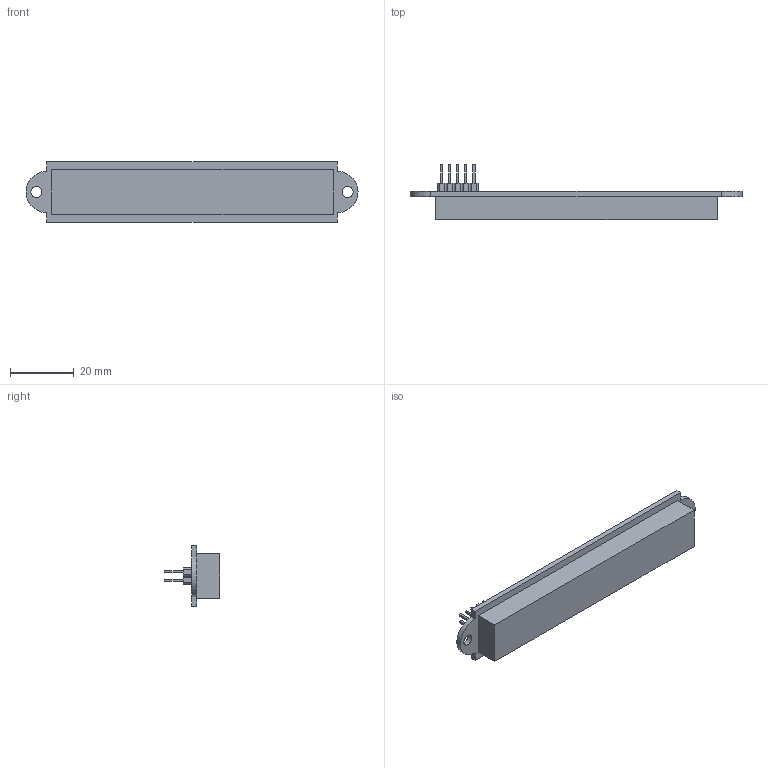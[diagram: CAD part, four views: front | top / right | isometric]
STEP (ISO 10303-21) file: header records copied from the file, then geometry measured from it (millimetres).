
FILE_DESCRIPTION(/* description */ (''),/* implementation_level */ '2;1');
FILE_NAME(/* name */ 'PropWashSim LED 7 Segment 12 digit v1.step',/* time_stamp */ '2023-04-03T22:02:36-06:00',/* author */ (''),/* organization */ (''),/* preprocessor_version */ 'ST-DEVELOPER v19.2',/* originating_system */ 'Autodesk Translation Framework v11.17.0.187',/* authorisation */ '');
FILE_SCHEMA (('AUTOMOTIVE_DESIGN { 1 0 10303 214 3 1 1 }'));
Length unit declared in the file: millimetre
Products named in the file (2): PropWashSim LED 7 Segment 12 digit; Header 10 pins
Assembly tree (1 placements, depth 2):
  PropWashSim LED 7 Segment 12 digit
    Header 10 pins
Bounding box: 104.5 x 17.39 x 19 mm (x, y, z)
Volume: 12223 mm3; surface area: 6182.7 mm2
Topology: 11 solids, 11 shells, 297 faces, 682 edges, 428 vertices
Faces by surface type: plane 293, cylinder 4
Full cylindrical faces by diameter (mm): 3.5 x2
Entity records: 8441 total; most frequent: CARTESIAN_POINT 1410, ORIENTED_EDGE 1364, DIRECTION 1290, EDGE_CURVE 682, LINE 674, VECTOR 674, VERTEX_POINT 428, EDGE_LOOP 322
